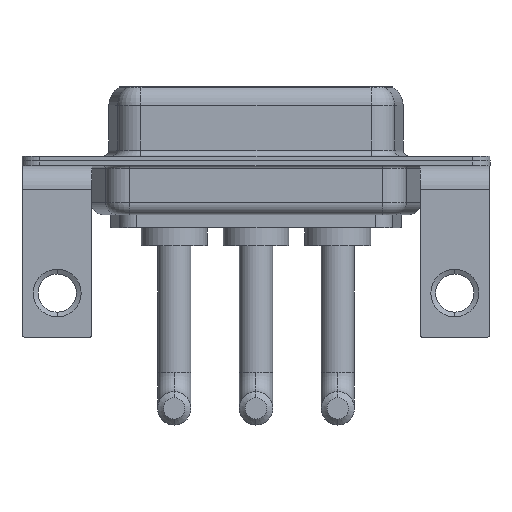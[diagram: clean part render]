
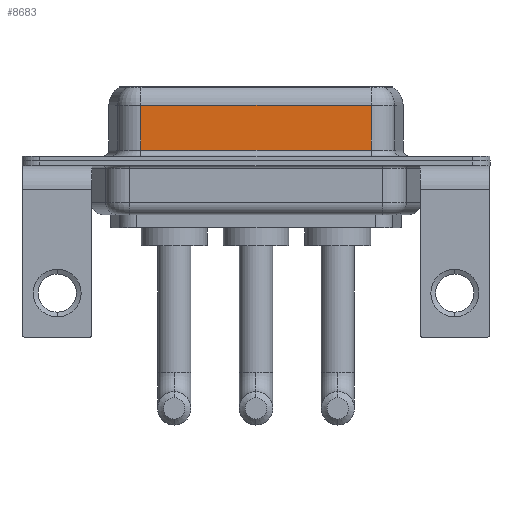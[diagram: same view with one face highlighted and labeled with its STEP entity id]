
A CAD part, front view. The second image highlights one B-rep face of the part: STEP entity #8683.
In plain terms, the highlighted planar face has unit normal (0, -1, 0).
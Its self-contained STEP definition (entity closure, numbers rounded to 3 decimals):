
#1041 = ORIENTED_EDGE ( 'NONE', *, *, #10230, .T. ) ;
#1110 = EDGE_CURVE ( 'NONE', #5092, #2386, #1727, .T. ) ;
#1307 = CARTESIAN_POINT ( 'NONE',  ( 7.013, -3.95, 4.65 ) ) ;
#1466 = ORIENTED_EDGE ( 'NONE', *, *, #5428, .T. ) ;
#1540 = CARTESIAN_POINT ( 'NONE',  ( 26.287, -3.95, 0.9 ) ) ;
#1727 = LINE ( 'NONE', #8184, #10504 ) ;
#1873 = VERTEX_POINT ( 'NONE', #10756 ) ;
#2051 = VERTEX_POINT ( 'NONE', #2794 ) ;
#2132 = LINE ( 'NONE', #8352, #8974 ) ;
#2260 = DIRECTION ( 'NONE',  ( 0., 0., -1. ) ) ;
#2386 = VERTEX_POINT ( 'NONE', #7636 ) ;
#2794 = CARTESIAN_POINT ( 'NONE',  ( 26.287, -3.95, 0.9 ) ) ;
#2866 = DIRECTION ( 'NONE',  ( 0., 0., 1. ) ) ;
#3045 = EDGE_LOOP ( 'NONE', ( #10559, #1041, #11956, #1466 ) ) ;
#3874 = DIRECTION ( 'NONE',  ( 0., 1., 0. ) ) ;
#4006 = FACE_OUTER_BOUND ( 'NONE', #3045, .T. ) ;
#4793 = DIRECTION ( 'NONE',  ( 0., 0., -1. ) ) ;
#5092 = VERTEX_POINT ( 'NONE', #1307 ) ;
#5335 = LINE ( 'NONE', #9419, #6002 ) ;
#5428 = EDGE_CURVE ( 'NONE', #2386, #2051, #6564, .T. ) ;
#5895 = VECTOR ( 'NONE', #7423, 1000. ) ;
#6002 = VECTOR ( 'NONE', #2260, 1000. ) ;
#6564 = LINE ( 'NONE', #1540, #5895 ) ;
#7024 = CARTESIAN_POINT ( 'NONE',  ( 26.287, -3.95, 6.4 ) ) ;
#7423 = DIRECTION ( 'NONE',  ( 1., 0., 0. ) ) ;
#7636 = CARTESIAN_POINT ( 'NONE',  ( 7.013, -3.95, 0.9 ) ) ;
#8020 = PLANE ( 'NONE',  #10660 ) ;
#8184 = CARTESIAN_POINT ( 'NONE',  ( 7.013, -3.95, 6.4 ) ) ;
#8352 = CARTESIAN_POINT ( 'NONE',  ( 26.287, -3.95, 4.65 ) ) ;
#8683 = ADVANCED_FACE ( 'NONE', ( #4006 ), #8020, .F. ) ;
#8974 = VECTOR ( 'NONE', #12336, 1000. ) ;
#9419 = CARTESIAN_POINT ( 'NONE',  ( 26.287, -3.95, 6.4 ) ) ;
#10201 = EDGE_CURVE ( 'NONE', #1873, #2051, #5335, .T. ) ;
#10230 = EDGE_CURVE ( 'NONE', #1873, #5092, #2132, .T. ) ;
#10504 = VECTOR ( 'NONE', #4793, 1000. ) ;
#10559 = ORIENTED_EDGE ( 'NONE', *, *, #10201, .F. ) ;
#10660 = AXIS2_PLACEMENT_3D ( 'NONE', #7024, #3874, #2866 ) ;
#10756 = CARTESIAN_POINT ( 'NONE',  ( 26.287, -3.95, 4.65 ) ) ;
#11956 = ORIENTED_EDGE ( 'NONE', *, *, #1110, .T. ) ;
#12336 = DIRECTION ( 'NONE',  ( -1., 0., 0. ) ) ;
